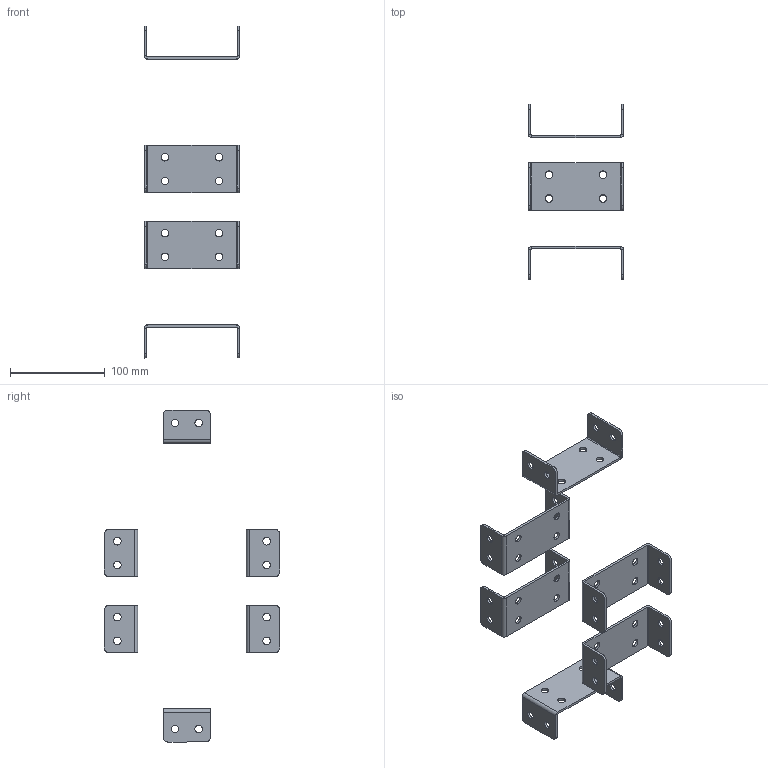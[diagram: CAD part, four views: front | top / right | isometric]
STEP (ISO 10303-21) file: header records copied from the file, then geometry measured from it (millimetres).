
FILE_DESCRIPTION(('CATIA V5 STEP Exchange'),'2;1');
FILE_NAME('EV0006.stp','2015-02-09T09:48:04+00:00',('none'),('none'),'CATIA Version 5 Release 20 SP 6 (IN-10)','CATIA V5 STEP AP203','none');
FILE_SCHEMA(('CONFIG_CONTROL_DESIGN'));
Length unit declared in the file: millimetre
Products named in the file (1): Kit_unione_interno_EV0006
Assembly tree (6 placements, depth 2):
  Kit_unione_interno_EV0006
    #58  x6
Bounding box: 100 x 184.62 x 349.74 mm (x, y, z)
Volume: 115947.7 mm3; surface area: 102037.4 mm2
Topology: 6 solids, 6 shells, 348 faces, 912 edges, 576 vertices
Faces by surface type: cylinder 240, plane 108
Entity records: 1913 total; most frequent: CARTESIAN_POINT 358, ORIENTED_EDGE 304, DIRECTION 284, EDGE_CURVE 152, AXIS2_PLACEMENT_3D 142, VERTEX_POINT 96, EDGE_LOOP 74, VECTOR 72
